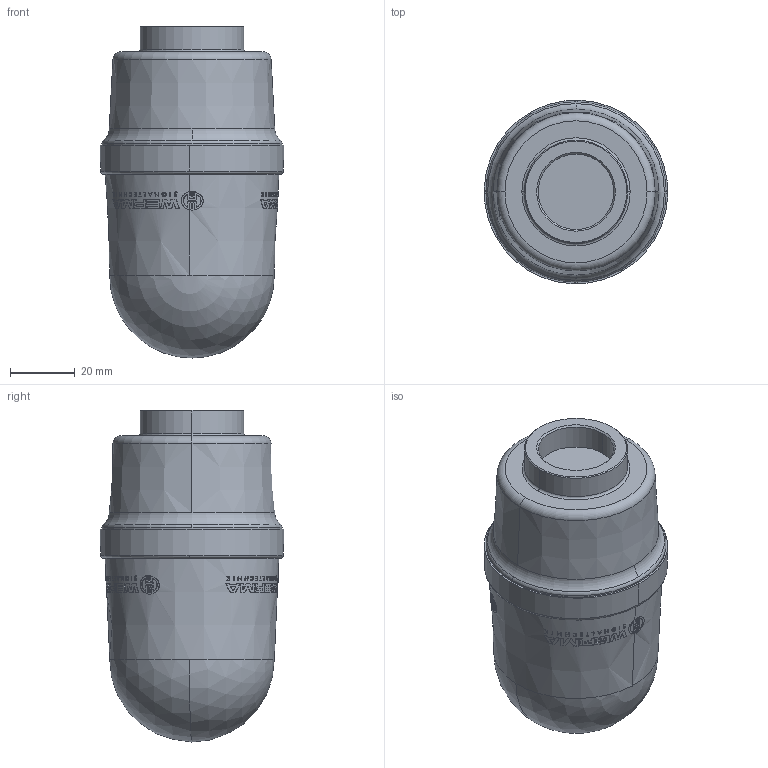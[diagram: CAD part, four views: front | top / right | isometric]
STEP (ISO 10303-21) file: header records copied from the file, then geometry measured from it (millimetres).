
FILE_DESCRIPTION (( 'STEP AP214' ), '1' );
FILE_NAME ('21920000.step', '2016-03-10T22:49:35', ( '' ), ( '' ), 'SwSTEP 2.0', 'SolidWorks 2015', '' );
FILE_SCHEMA (( 'AUTOMOTIVE_DESIGN' ));
Length unit declared in the file: millimetre
Products named in the file (1): 21920000
Bounding box: 56.87 x 56.87 x 102.8 mm (x, y, z)
Volume: 186110.5 mm3; surface area: 18964.9 mm2
Topology: 1 solids, 1 shells, 764 faces, 2060 edges, 1370 vertices
Faces by surface type: plane 524, cylinder 145, cone 83, torus 10, sphere 2
Entity records: 26724 total; most frequent: CARTESIAN_POINT 8327, ORIENTED_EDGE 4112, DIRECTION 3428, EDGE_CURVE 2056, VERTEX_POINT 1368, AXIS2_PLACEMENT_3D 1233, LINE 962, VECTOR 962
